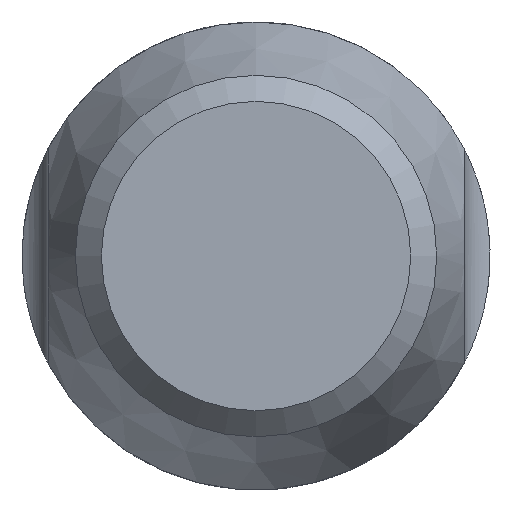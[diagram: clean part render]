
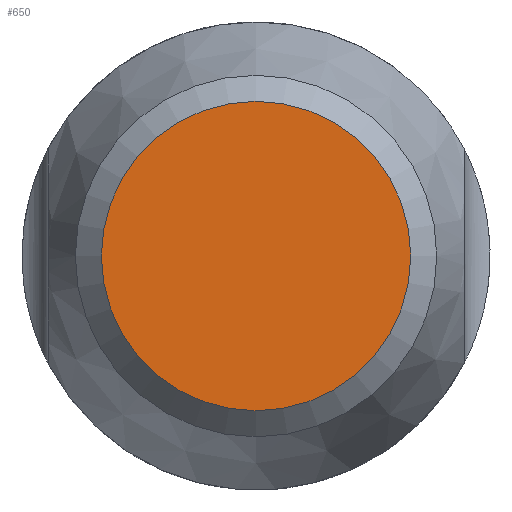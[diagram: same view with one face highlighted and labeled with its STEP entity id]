
A CAD part, front view. The second image highlights one B-rep face of the part: STEP entity #650.
In plain terms, the highlighted planar face has unit normal (0, -1, 0).
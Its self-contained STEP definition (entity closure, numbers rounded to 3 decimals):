
#33=PLANE('',#739);
#90=FACE_OUTER_BOUND('',#139,.T.);
#139=EDGE_LOOP('',(#547));
#165=CIRCLE('',#704,5.95);
#302=VERTEX_POINT('',#1523);
#377=EDGE_CURVE('',#302,#302,#165,.T.);
#547=ORIENTED_EDGE('',*,*,#377,.T.);
#650=ADVANCED_FACE('',(#90),#33,.F.);
#704=AXIS2_PLACEMENT_3D('',#1525,#829,#830);
#739=AXIS2_PLACEMENT_3D('',#1657,#908,#909);
#829=DIRECTION('center_axis',(0.,-1.,0.));
#830=DIRECTION('ref_axis',(-1.,0.,0.));
#908=DIRECTION('center_axis',(0.,1.,0.));
#909=DIRECTION('ref_axis',(-1.,0.,0.));
#1523=CARTESIAN_POINT('',(310.,-24.5,5.95));
#1525=CARTESIAN_POINT('Origin',(310.,-24.5,0.));
#1657=CARTESIAN_POINT('Origin',(290.282,-24.5,-40.));
